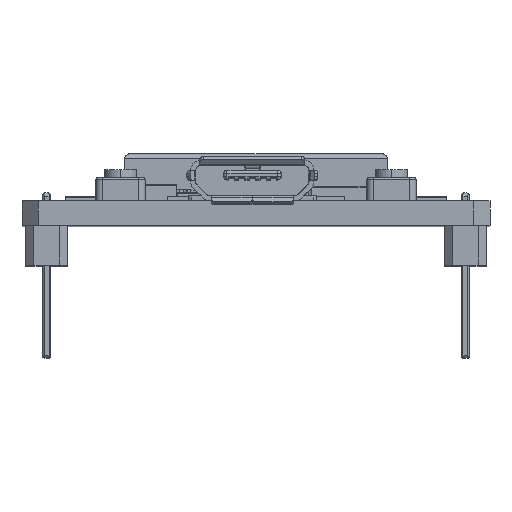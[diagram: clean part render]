
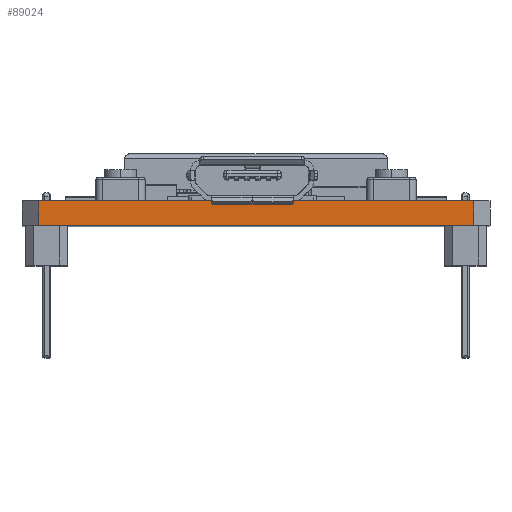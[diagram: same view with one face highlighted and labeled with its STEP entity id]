
A CAD part, top view. The second image highlights one B-rep face of the part: STEP entity #89024.
In plain terms, the highlighted planar face has unit normal (0, 0, 1).
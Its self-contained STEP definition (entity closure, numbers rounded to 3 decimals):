
#11878 = VERTEX_POINT ( 'NONE', #70755 ) ;
#13274 = LINE ( 'NONE', #85226, #56948 ) ;
#25844 = VERTEX_POINT ( 'NONE', #74714 ) ;
#27701 = CARTESIAN_POINT ( 'NONE',  ( 13.25, 0., 25.25 ) ) ;
#30733 = DIRECTION ( 'NONE',  ( -1., 0., 0. ) ) ;
#31364 = LINE ( 'NONE', #40136, #32728 ) ;
#32728 = VECTOR ( 'NONE', #83940, 1000. ) ;
#33527 = CARTESIAN_POINT ( 'NONE',  ( 0., 1.5, 25.25 ) ) ;
#40136 = CARTESIAN_POINT ( 'NONE',  ( -13.25, 1.5, 25.25 ) ) ;
#52404 = EDGE_CURVE ( 'NONE', #11878, #84805, #93427, .T. ) ;
#52584 = DIRECTION ( 'NONE',  ( -1., 0., 0. ) ) ;
#53801 = CARTESIAN_POINT ( 'NONE',  ( 13.25, 1.5, 25.25 ) ) ;
#54317 = CARTESIAN_POINT ( 'NONE',  ( -13.25, 1.5, 25.25 ) ) ;
#55914 = FACE_OUTER_BOUND ( 'NONE', #99646, .T. ) ;
#56948 = VECTOR ( 'NONE', #30733, 1000. ) ;
#59218 = ORIENTED_EDGE ( 'NONE', *, *, #104831, .F. ) ;
#59906 = DIRECTION ( 'NONE',  ( 0., 0., 1. ) ) ;
#60681 = PLANE ( 'NONE',  #107810 ) ;
#65680 = ORIENTED_EDGE ( 'NONE', *, *, #52404, .T. ) ;
#69808 = DIRECTION ( 'NONE',  ( 1., 0., 0. ) ) ;
#70755 = CARTESIAN_POINT ( 'NONE',  ( 13.25, 1.5, 25.25 ) ) ;
#74714 = CARTESIAN_POINT ( 'NONE',  ( -13.25, 0., 25.25 ) ) ;
#81253 = EDGE_CURVE ( 'NONE', #111404, #25844, #13274, .T. ) ;
#81526 = DIRECTION ( 'NONE',  ( 0., -1., 0. ) ) ;
#83940 = DIRECTION ( 'NONE',  ( 0., -1., 0. ) ) ;
#84805 = VERTEX_POINT ( 'NONE', #54317 ) ;
#85226 = CARTESIAN_POINT ( 'NONE',  ( 0., 0., 25.25 ) ) ;
#87770 = EDGE_CURVE ( 'NONE', #84805, #25844, #31364, .T. ) ;
#89024 = ADVANCED_FACE ( 'NONE', ( #55914 ), #60681, .T. ) ;
#93427 = LINE ( 'NONE', #105501, #115816 ) ;
#97760 = VECTOR ( 'NONE', #81526, 1000. ) ;
#99021 = ORIENTED_EDGE ( 'NONE', *, *, #87770, .T. ) ;
#99646 = EDGE_LOOP ( 'NONE', ( #102182, #59218, #65680, #99021 ) ) ;
#102182 = ORIENTED_EDGE ( 'NONE', *, *, #81253, .F. ) ;
#104831 = EDGE_CURVE ( 'NONE', #11878, #111404, #110332, .T. ) ;
#105501 = CARTESIAN_POINT ( 'NONE',  ( 0., 1.5, 25.25 ) ) ;
#107810 = AXIS2_PLACEMENT_3D ( 'NONE', #33527, #59906, #69808 ) ;
#110332 = LINE ( 'NONE', #53801, #97760 ) ;
#111404 = VERTEX_POINT ( 'NONE', #27701 ) ;
#115816 = VECTOR ( 'NONE', #52584, 1000. ) ;
